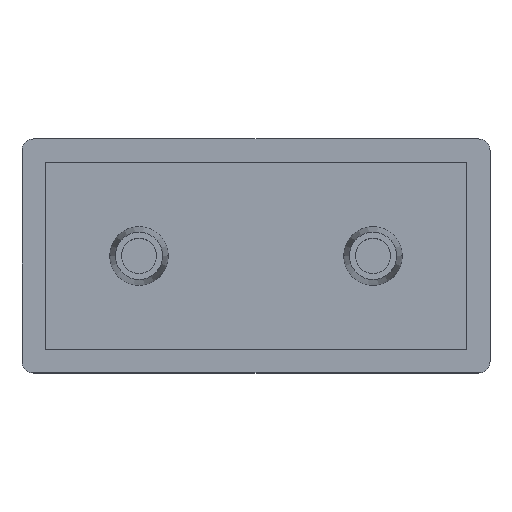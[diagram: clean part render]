
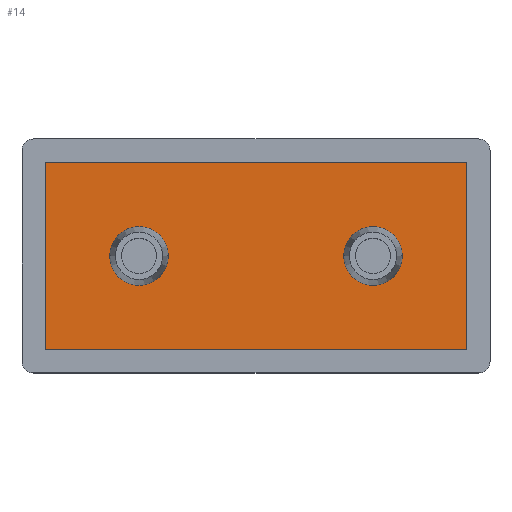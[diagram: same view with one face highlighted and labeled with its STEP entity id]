
A CAD part, top view. The second image highlights one B-rep face of the part: STEP entity #14.
In plain terms, the highlighted planar face has unit normal (0, 0, 1).
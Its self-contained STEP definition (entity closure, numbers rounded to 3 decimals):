
#14 = ADVANCED_FACE ( 'NONE', ( #891, #879, #883 ), #383, .T. ) ;
#58 = AXIS2_PLACEMENT_3D ( 'NONE', #399, #402, #473 ) ;
#77 = AXIS2_PLACEMENT_3D ( 'NONE', #188, #187, #186 ) ;
#92 = AXIS2_PLACEMENT_3D ( 'NONE', #341, #336, #335 ) ;
#94 = AXIS2_PLACEMENT_3D ( 'NONE', #368, #367, #363 ) ;
#100 = AXIS2_PLACEMENT_3D ( 'NONE', #410, #406, #405 ) ;
#128 = DIRECTION ( 'NONE',  ( 0., 1., 0. ) ) ;
#129 = CARTESIAN_POINT ( 'NONE',  ( -15.466, 26.773, 2. ) ) ;
#130 = DIRECTION ( 'NONE',  ( 0., 1., 0. ) ) ;
#137 = CARTESIAN_POINT ( 'NONE',  ( -51.466, 6.773, 2. ) ) ;
#186 = DIRECTION ( 'NONE',  ( 1., 0., 0. ) ) ;
#187 = DIRECTION ( 'NONE',  ( 0., 0., 1. ) ) ;
#188 = CARTESIAN_POINT ( 'NONE',  ( -43.466, 16.773, 2. ) ) ;
#204 = DIRECTION ( 'NONE',  ( -1., 0., 0. ) ) ;
#206 = CARTESIAN_POINT ( 'NONE',  ( -53.466, 24.773, 2. ) ) ;
#241 = DIRECTION ( 'NONE',  ( -1., 0., 0. ) ) ;
#244 = CARTESIAN_POINT ( 'NONE',  ( -53.466, 8.773, 2. ) ) ;
#335 = DIRECTION ( 'NONE',  ( 1., 0., 0. ) ) ;
#336 = DIRECTION ( 'NONE',  ( 0., 0., 1. ) ) ;
#341 = CARTESIAN_POINT ( 'NONE',  ( -23.466, 16.773, 2. ) ) ;
#363 = DIRECTION ( 'NONE',  ( 1., 0., 0. ) ) ;
#367 = DIRECTION ( 'NONE',  ( 0., 0., 1. ) ) ;
#368 = CARTESIAN_POINT ( 'NONE',  ( -43.466, 16.773, 2. ) ) ;
#383 = PLANE ( 'NONE',  #58 ) ;
#399 = CARTESIAN_POINT ( 'NONE',  ( -53.466, 6.773, 2. ) ) ;
#402 = DIRECTION ( 'NONE',  ( 0., 0., 1. ) ) ;
#405 = DIRECTION ( 'NONE',  ( 1., 0., 0. ) ) ;
#406 = DIRECTION ( 'NONE',  ( 0., 0., 1. ) ) ;
#410 = CARTESIAN_POINT ( 'NONE',  ( -23.466, 16.773, 2. ) ) ;
#469 = CARTESIAN_POINT ( 'NONE',  ( -15.466, 8.773, 2. ) ) ;
#472 = CARTESIAN_POINT ( 'NONE',  ( -51.466, 24.773, 2. ) ) ;
#473 = DIRECTION ( 'NONE',  ( 1., 0., 0. ) ) ;
#474 = CARTESIAN_POINT ( 'NONE',  ( -45.966, 16.773, 2. ) ) ;
#475 = CARTESIAN_POINT ( 'NONE',  ( -40.966, 16.773, 2. ) ) ;
#481 = CARTESIAN_POINT ( 'NONE',  ( -51.466, 8.773, 2. ) ) ;
#484 = CARTESIAN_POINT ( 'NONE',  ( -25.966, 16.773, 2. ) ) ;
#496 = CARTESIAN_POINT ( 'NONE',  ( -20.966, 16.773, 2. ) ) ;
#498 = CARTESIAN_POINT ( 'NONE',  ( -15.466, 24.773, 2. ) ) ;
#726 = VECTOR ( 'NONE', #128, 1000. ) ;
#729 = VECTOR ( 'NONE', #130, 1000. ) ;
#730 = LINE ( 'NONE', #129, #726 ) ;
#732 = LINE ( 'NONE', #137, #729 ) ;
#747 = CIRCLE ( 'NONE', #77, 2.5 ) ;
#753 = VECTOR ( 'NONE', #204, 1000. ) ;
#756 = LINE ( 'NONE', #206, #753 ) ;
#772 = VECTOR ( 'NONE', #241, 1000. ) ;
#777 = LINE ( 'NONE', #244, #772 ) ;
#811 = CIRCLE ( 'NONE', #92, 2.5 ) ;
#822 = CIRCLE ( 'NONE', #94, 2.5 ) ;
#844 = CIRCLE ( 'NONE', #100, 2.5 ) ;
#879 = FACE_OUTER_BOUND ( 'NONE', #958, .T. ) ;
#883 = FACE_BOUND ( 'NONE', #962, .T. ) ;
#891 = FACE_BOUND ( 'NONE', #955, .T. ) ;
#907 = VERTEX_POINT ( 'NONE', #498 ) ;
#911 = VERTEX_POINT ( 'NONE', #496 ) ;
#919 = VERTEX_POINT ( 'NONE', #484 ) ;
#922 = VERTEX_POINT ( 'NONE', #481 ) ;
#927 = VERTEX_POINT ( 'NONE', #475 ) ;
#928 = VERTEX_POINT ( 'NONE', #474 ) ;
#929 = VERTEX_POINT ( 'NONE', #472 ) ;
#930 = VERTEX_POINT ( 'NONE', #469 ) ;
#955 = EDGE_LOOP ( 'NONE', ( #1023, #1024 ) ) ;
#958 = EDGE_LOOP ( 'NONE', ( #1025, #1026, #1027, #1028 ) ) ;
#962 = EDGE_LOOP ( 'NONE', ( #1029, #1030 ) ) ;
#1023 = ORIENTED_EDGE ( 'NONE', *, *, #1187, .F. ) ;
#1024 = ORIENTED_EDGE ( 'NONE', *, *, #1238, .F. ) ;
#1025 = ORIENTED_EDGE ( 'NONE', *, *, #1231, .T. ) ;
#1026 = ORIENTED_EDGE ( 'NONE', *, *, #1248, .F. ) ;
#1027 = ORIENTED_EDGE ( 'NONE', *, *, #1218, .F. ) ;
#1028 = ORIENTED_EDGE ( 'NONE', *, *, #1249, .T. ) ;
#1029 = ORIENTED_EDGE ( 'NONE', *, *, #1194, .F. ) ;
#1030 = ORIENTED_EDGE ( 'NONE', *, *, #1179, .F. ) ;
#1179 = EDGE_CURVE ( 'NONE', #911, #919, #844, .T. ) ;
#1187 = EDGE_CURVE ( 'NONE', #928, #927, #822, .T. ) ;
#1194 = EDGE_CURVE ( 'NONE', #919, #911, #811, .T. ) ;
#1218 = EDGE_CURVE ( 'NONE', #930, #922, #777, .T. ) ;
#1231 = EDGE_CURVE ( 'NONE', #907, #929, #756, .T. ) ;
#1238 = EDGE_CURVE ( 'NONE', #927, #928, #747, .T. ) ;
#1248 = EDGE_CURVE ( 'NONE', #922, #929, #732, .T. ) ;
#1249 = EDGE_CURVE ( 'NONE', #930, #907, #730, .T. ) ;
